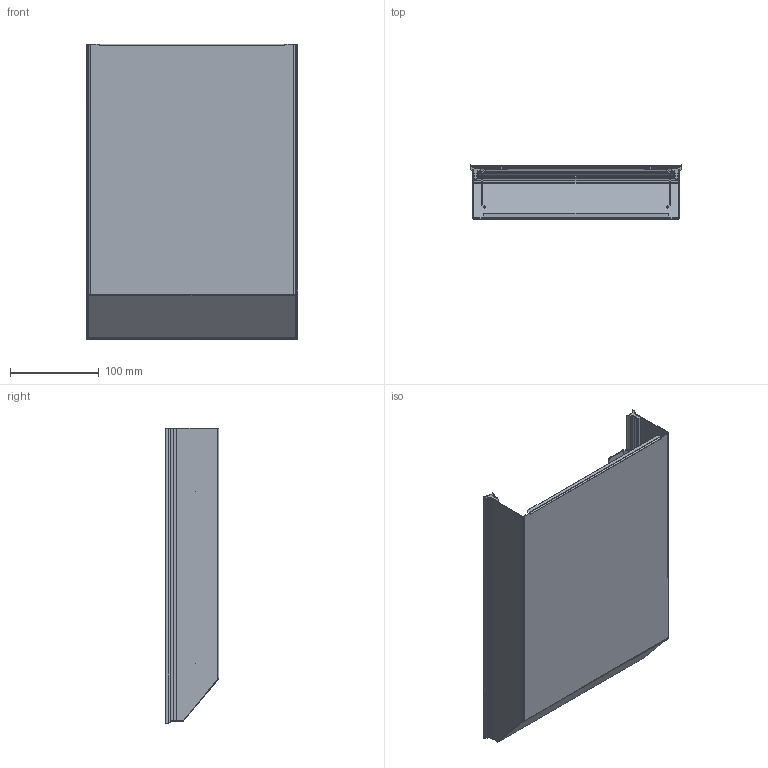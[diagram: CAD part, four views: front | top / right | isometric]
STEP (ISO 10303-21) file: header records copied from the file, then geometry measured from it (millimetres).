
FILE_DESCRIPTION((''),'2;1');
FILE_NAME('FC4000_200_2018_ASM_1_ASM','2020-10-26T15:59:17',('alexcam'),(''),'CREO PARAMETRIC BY PTC INC, 2018500','CREO PARAMETRIC BY PTC INC, 2018500','');
FILE_SCHEMA(('CONFIG_CONTROL_DESIGN'));
Length unit declared in the file: millimetre
Products named in the file (5): FC4000_200_HOOD_2018_1; FC4000_200_WALL_BRCKT_2018_1; FC4000_200_WALL_BRCKT_2018_M_1; FC4000_200_GSKT_2018_1; FC4000_200_2018_ASM_1_ASM
Assembly tree (4 placements, depth 2):
  FC4000_200_2018_ASM_1_ASM
    FC4000_200_HOOD_2018_1
    FC4000_200_WALL_BRCKT_2018_1
    FC4000_200_WALL_BRCKT_2018_M_1
    FC4000_200_GSKT_2018_1
Bounding box: 238.4 x 60.56 x 332.7 mm (x, y, z)
Volume: 195220.3 mm3; surface area: 347492.2 mm2
Topology: 4 solids, 4 shells, 365 faces, 942 edges, 585 vertices
Faces by surface type: plane 189, cylinder 166, bspline 8, extrusion 2
Entity records: 11662 total; most frequent: CARTESIAN_POINT 2740, ORIENTED_EDGE 1884, DIRECTION 1779, EDGE_CURVE 942, AXIS2_PLACEMENT_3D 596, VECTOR 587, LINE 585, VERTEX_POINT 585
